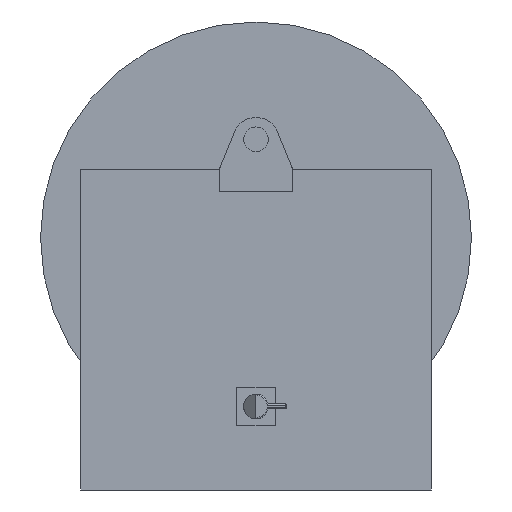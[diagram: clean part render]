
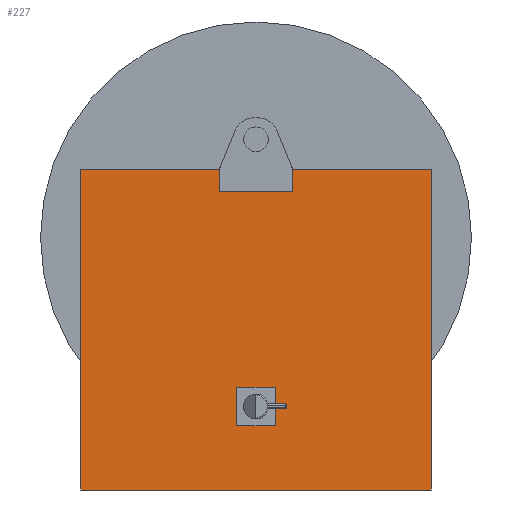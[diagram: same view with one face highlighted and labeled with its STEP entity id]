
A CAD part, front view. The second image highlights one B-rep face of the part: STEP entity #227.
In plain terms, the highlighted planar face has unit normal (0, -1, 0).
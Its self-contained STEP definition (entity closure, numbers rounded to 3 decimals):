
#227 = ADVANCED_FACE( '', ( #536, #537 ), #538, .T. );
#536 = FACE_OUTER_BOUND( '', #949, .T. );
#537 = FACE_BOUND( '', #950, .T. );
#538 = PLANE( '', #951 );
#949 = EDGE_LOOP( '', ( #3229, #3230, #3231, #3232, #3233, #3234, #3235, #3236, #3237, #3238 ) );
#950 = EDGE_LOOP( '', ( #3239, #3240, #3241, #3242 ) );
#951 = AXIS2_PLACEMENT_3D( '', #3243, #3244, #3245 );
#3229 = ORIENTED_EDGE( '', *, *, #3988, .T. );
#3230 = ORIENTED_EDGE( '', *, *, #3968, .T. );
#3231 = ORIENTED_EDGE( '', *, *, #3907, .T. );
#3232 = ORIENTED_EDGE( '', *, *, #4050, .T. );
#3233 = ORIENTED_EDGE( '', *, *, #4038, .F. );
#3234 = ORIENTED_EDGE( '', *, *, #4051, .F. );
#3235 = ORIENTED_EDGE( '', *, *, #4004, .F. );
#3236 = ORIENTED_EDGE( '', *, *, #4052, .T. );
#3237 = ORIENTED_EDGE( '', *, *, #3905, .T. );
#3238 = ORIENTED_EDGE( '', *, *, #3882, .T. );
#3239 = ORIENTED_EDGE( '', *, *, #4053, .F. );
#3240 = ORIENTED_EDGE( '', *, *, #4019, .F. );
#3241 = ORIENTED_EDGE( '', *, *, #4054, .F. );
#3242 = ORIENTED_EDGE( '', *, *, #3929, .F. );
#3243 = CARTESIAN_POINT( '', ( 0., -213., 0. ) );
#3244 = DIRECTION( '', ( 0., -1., 0. ) );
#3245 = DIRECTION( '', ( 0., 0., -1. ) );
#3882 = EDGE_CURVE( '', #4268, #4266, #4269, .T. );
#3905 = EDGE_CURVE( '', #4307, #4268, #4308, .T. );
#3907 = EDGE_CURVE( '', #4311, #4309, #4312, .T. );
#3929 = EDGE_CURVE( '', #4347, #4348, #4349, .T. );
#3968 = EDGE_CURVE( '', #4402, #4311, #4414, .T. );
#3988 = EDGE_CURVE( '', #4266, #4402, #4447, .T. );
#4004 = EDGE_CURVE( '', #4472, #4474, #4475, .T. );
#4019 = EDGE_CURVE( '', #4497, #4498, #4499, .T. );
#4038 = EDGE_CURVE( '', #4525, #4526, #4527, .T. );
#4050 = EDGE_CURVE( '', #4309, #4526, #4545, .T. );
#4051 = EDGE_CURVE( '', #4474, #4525, #4546, .T. );
#4052 = EDGE_CURVE( '', #4472, #4307, #4547, .T. );
#4053 = EDGE_CURVE( '', #4498, #4347, #4548, .T. );
#4054 = EDGE_CURVE( '', #4348, #4497, #4549, .T. );
#4266 = VERTEX_POINT( '', #4839 );
#4268 = VERTEX_POINT( '', #4842 );
#4269 = LINE( '', #4843, #4844 );
#4307 = VERTEX_POINT( '', #4892 );
#4308 = LINE( '', #4893, #4894 );
#4309 = VERTEX_POINT( '', #4895 );
#4311 = VERTEX_POINT( '', #4898 );
#4312 = LINE( '', #4899, #4900 );
#4347 = VERTEX_POINT( '', #4943 );
#4348 = VERTEX_POINT( '', #4944 );
#4349 = LINE( '', #4945, #4946 );
#4402 = VERTEX_POINT( '', #5011 );
#4414 = LINE( '', #5029, #5030 );
#4447 = LINE( '', #5076, #5077 );
#4472 = VERTEX_POINT( '', #5111 );
#4474 = VERTEX_POINT( '', #5114 );
#4475 = LINE( '', #5115, #5116 );
#4497 = VERTEX_POINT( '', #5145 );
#4498 = VERTEX_POINT( '', #5146 );
#4499 = LINE( '', #5147, #5148 );
#4525 = VERTEX_POINT( '', #5187 );
#4526 = VERTEX_POINT( '', #5188 );
#4527 = LINE( '', #5189, #5190 );
#4545 = LINE( '', #5216, #5217 );
#4546 = LINE( '', #5218, #5219 );
#4547 = LINE( '', #5220, #5221 );
#4548 = LINE( '', #5222, #5223 );
#4549 = LINE( '', #5224, #5225 );
#4839 = CARTESIAN_POINT( '', ( -284.5, -213., -410. ) );
#4842 = CARTESIAN_POINT( '', ( -284.5, -213., 110. ) );
#4843 = CARTESIAN_POINT( '', ( -284.5, -213., 110. ) );
#4844 = VECTOR( '', #5819, 1000. );
#4892 = CARTESIAN_POINT( '', ( -59.798, -213., 110. ) );
#4893 = CARTESIAN_POINT( '', ( 284.5, -213., 110. ) );
#4894 = VECTOR( '', #5848, 1000. );
#4895 = CARTESIAN_POINT( '', ( 59.798, -213., 110. ) );
#4898 = CARTESIAN_POINT( '', ( 284.5, -213., 110. ) );
#4899 = CARTESIAN_POINT( '', ( 284.5, -213., 110. ) );
#4900 = VECTOR( '', #5850, 1000. );
#4943 = CARTESIAN_POINT( '', ( 31., -213., -305.274 ) );
#4944 = CARTESIAN_POINT( '', ( 31., -213., -243.274 ) );
#4945 = CARTESIAN_POINT( '', ( 31., -213., -305.274 ) );
#4946 = VECTOR( '', #5883, 1000. );
#5011 = CARTESIAN_POINT( '', ( 284.5, -213., -410. ) );
#5029 = CARTESIAN_POINT( '', ( 284.5, -213., -410. ) );
#5030 = VECTOR( '', #5938, 1000. );
#5076 = CARTESIAN_POINT( '', ( -284.5, -213., -410. ) );
#5077 = VECTOR( '', #5958, 1000. );
#5111 = CARTESIAN_POINT( '', ( -60., -213., 109.5 ) );
#5114 = CARTESIAN_POINT( '', ( -60., -213., 74.5 ) );
#5115 = CARTESIAN_POINT( '', ( -60., -213., 194.5 ) );
#5116 = VECTOR( '', #5972, 1000. );
#5145 = CARTESIAN_POINT( '', ( -31., -213., -243.274 ) );
#5146 = CARTESIAN_POINT( '', ( -31., -213., -305.274 ) );
#5147 = CARTESIAN_POINT( '', ( -31., -213., -243.274 ) );
#5148 = VECTOR( '', #5989, 1000. );
#5187 = CARTESIAN_POINT( '', ( 60., -213., 74.5 ) );
#5188 = CARTESIAN_POINT( '', ( 60., -213., 109.5 ) );
#5189 = CARTESIAN_POINT( '', ( 60., -213., 74.5 ) );
#5190 = VECTOR( '', #6003, 1000. );
#5216 = CARTESIAN_POINT( '', ( 25.658, -213., 194.5 ) );
#5217 = VECTOR( '', #6012, 1000. );
#5218 = CARTESIAN_POINT( '', ( -60., -213., 74.5 ) );
#5219 = VECTOR( '', #6013, 1000. );
#5220 = CARTESIAN_POINT( '', ( -60., -213., 109.5 ) );
#5221 = VECTOR( '', #6014, 1000. );
#5222 = CARTESIAN_POINT( '', ( -31., -213., -305.274 ) );
#5223 = VECTOR( '', #6015, 1000. );
#5224 = CARTESIAN_POINT( '', ( 31., -213., -243.274 ) );
#5225 = VECTOR( '', #6016, 1000. );
#5819 = DIRECTION( '', ( 0., 0., -1. ) );
#5848 = DIRECTION( '', ( -1., 0., 0. ) );
#5850 = DIRECTION( '', ( -1., 0., 0. ) );
#5883 = DIRECTION( '', ( 0., 0., 1. ) );
#5938 = DIRECTION( '', ( 0., 0., 1. ) );
#5958 = DIRECTION( '', ( 1., 0., 0. ) );
#5972 = DIRECTION( '', ( 0., 0., -1. ) );
#5989 = DIRECTION( '', ( 0., 0., -1. ) );
#6003 = DIRECTION( '', ( 0., 0., 1. ) );
#6012 = DIRECTION( '', ( 0.375, 0., -0.927 ) );
#6013 = DIRECTION( '', ( 1., 0., 0. ) );
#6014 = DIRECTION( '', ( 0.375, 0., 0.927 ) );
#6015 = DIRECTION( '', ( 1., 0., 0. ) );
#6016 = DIRECTION( '', ( -1., 0., 0. ) );
